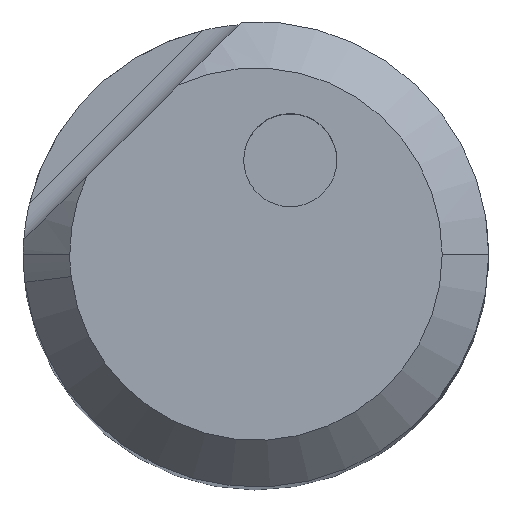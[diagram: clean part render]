
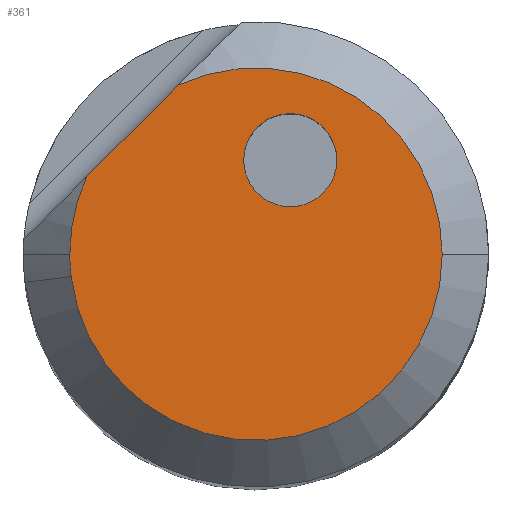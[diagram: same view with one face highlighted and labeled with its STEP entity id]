
A CAD part, top view. The second image highlights one B-rep face of the part: STEP entity #361.
In plain terms, the highlighted planar face has unit normal (0, 0, 1).
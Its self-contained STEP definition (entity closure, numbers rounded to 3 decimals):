
#170=AXIS2_PLACEMENT_3D('Circle Axis2P3D',#168,#169,$) ;
#195=AXIS2_PLACEMENT_3D('Circle Axis2P3D',#193,#194,$) ;
#292=AXIS2_PLACEMENT_3D('Circle Axis2P3D',#290,#291,$) ;
#322=AXIS2_PLACEMENT_3D('Plane Axis2P3D',#319,#320,#321) ;
#333=AXIS2_PLACEMENT_3D('Circle Axis2P3D',#331,#332,$) ;
#345=AXIS2_PLACEMENT_3D('Circle Axis2P3D',#343,#344,$) ;
#354=AXIS2_PLACEMENT_3D('Circle Axis2P3D',#352,#353,$) ;
#148=CARTESIAN_POINT('Vertex',(-1.588,-0.192,0.)) ;
#165=CARTESIAN_POINT('Vertex',(1.6,0.,0.)) ;
#168=CARTESIAN_POINT('Axis2P3D Location',(0.,0.,0.)) ;
#193=CARTESIAN_POINT('Axis2P3D Location',(0.,0.,0.)) ;
#197=CARTESIAN_POINT('Vertex',(-1.6,0.,0.)) ;
#290=CARTESIAN_POINT('Axis2P3D Location',(0.,0.,0.)) ;
#294=CARTESIAN_POINT('Vertex',(-0.667,1.454,0.)) ;
#319=CARTESIAN_POINT('Axis2P3D Location',(0.,0.,0.)) ;
#324=CARTESIAN_POINT('Line Origine',(-1.061,1.061,0.)) ;
#328=CARTESIAN_POINT('Vertex',(-1.454,0.667,0.)) ;
#331=CARTESIAN_POINT('Axis2P3D Location',(0.,0.,0.)) ;
#343=CARTESIAN_POINT('Axis2P3D Location',(0.294,0.808,0.)) ;
#347=CARTESIAN_POINT('Vertex',(0.64,1.009,0.)) ;
#349=CARTESIAN_POINT('Vertex',(-0.052,0.607,0.)) ;
#352=CARTESIAN_POINT('Axis2P3D Location',(0.294,0.808,0.)) ;
#169=DIRECTION('Axis2P3D Direction',(0.,0.,-1.)) ;
#194=DIRECTION('Axis2P3D Direction',(0.,0.,-1.)) ;
#291=DIRECTION('Axis2P3D Direction',(0.,0.,-1.)) ;
#320=DIRECTION('Axis2P3D Direction',(0.,0.,-1.)) ;
#321=DIRECTION('Axis2P3D XDirection',(-1.,0.,0.)) ;
#325=DIRECTION('Vector Direction',(-0.707,-0.707,0.)) ;
#332=DIRECTION('Axis2P3D Direction',(0.,0.,-1.)) ;
#344=DIRECTION('Axis2P3D Direction',(0.,0.,-1.)) ;
#353=DIRECTION('Axis2P3D Direction',(0.,0.,-1.)) ;
#326=VECTOR('Line Direction',#325,1.) ;
#337=ORIENTED_EDGE('',*,*,#330,.T.) ;
#338=ORIENTED_EDGE('',*,*,#335,.F.) ;
#339=ORIENTED_EDGE('',*,*,#199,.F.) ;
#340=ORIENTED_EDGE('',*,*,#172,.F.) ;
#341=ORIENTED_EDGE('',*,*,#296,.F.) ;
#358=ORIENTED_EDGE('',*,*,#351,.F.) ;
#359=ORIENTED_EDGE('',*,*,#356,.F.) ;
#360=FACE_BOUND('',#357,.T.) ;
#361=ADVANCED_FACE('NOCUT',(#342,#360),#323,.F.) ;
#171=CIRCLE('generated circle',#170,1.6) ;
#196=CIRCLE('generated circle',#195,1.6) ;
#293=CIRCLE('generated circle',#292,1.6) ;
#334=CIRCLE('generated circle',#333,1.6) ;
#346=CIRCLE('generated circle',#345,0.4) ;
#355=CIRCLE('generated circle',#354,0.4) ;
#172=EDGE_CURVE('',#166,#149,#171,.T.) ;
#199=EDGE_CURVE('',#149,#198,#196,.T.) ;
#296=EDGE_CURVE('',#295,#166,#293,.T.) ;
#330=EDGE_CURVE('',#295,#329,#327,.T.) ;
#335=EDGE_CURVE('',#198,#329,#334,.T.) ;
#351=EDGE_CURVE('',#348,#350,#346,.F.) ;
#356=EDGE_CURVE('',#350,#348,#355,.F.) ;
#336=EDGE_LOOP('',(#337,#338,#339,#340,#341)) ;
#357=EDGE_LOOP('',(#358,#359)) ;
#342=FACE_OUTER_BOUND('',#336,.T.) ;
#327=LINE('Line',#324,#326) ;
#323=PLANE('',#322) ;
#149=VERTEX_POINT('',#148) ;
#166=VERTEX_POINT('',#165) ;
#198=VERTEX_POINT('',#197) ;
#295=VERTEX_POINT('',#294) ;
#329=VERTEX_POINT('',#328) ;
#348=VERTEX_POINT('',#347) ;
#350=VERTEX_POINT('',#349) ;
